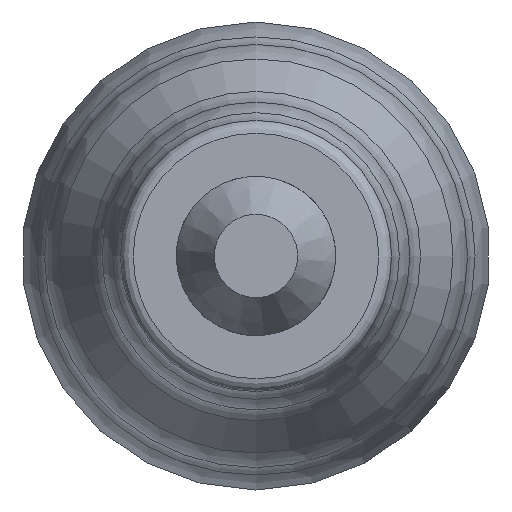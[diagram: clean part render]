
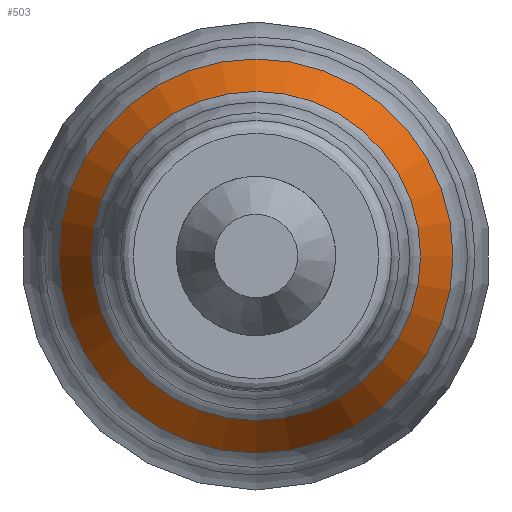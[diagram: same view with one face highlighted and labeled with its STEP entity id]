
A CAD part, left-side view. The second image highlights one B-rep face of the part: STEP entity #503.
In plain terms, the highlighted conical face has half-angle 28.305 degrees and reference radius 0.78 mm.
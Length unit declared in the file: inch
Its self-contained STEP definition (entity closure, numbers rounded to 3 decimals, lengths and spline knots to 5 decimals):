
#49 = EDGE_CURVE ( 'NONE', #480, #480, #563, .T. ) ;
#109 = DIRECTION ( 'NONE',  ( 1., 0., 0. ) ) ;
#110 = DIRECTION ( 'NONE',  ( 0., 0., 1. ) ) ;
#112 = DIRECTION ( 'NONE',  ( 0., 0., -1. ) ) ;
#114 = AXIS2_PLACEMENT_3D ( 'NONE', #672, #362, #558 ) ;
#315 = CONICAL_SURFACE ( 'NONE', #350, 0.03073, 0.494 ) ;
#350 = AXIS2_PLACEMENT_3D ( 'NONE', #732, #109, #112 ) ;
#356 = ORIENTED_EDGE ( 'NONE', *, *, #49, .T. ) ;
#362 = DIRECTION ( 'NONE',  ( -1., 0., 0. ) ) ;
#384 = CARTESIAN_POINT ( 'NONE',  ( 0.10802, 0., 0. ) ) ;
#431 = CARTESIAN_POINT ( 'NONE',  ( 0.10802, 0., 0.03073 ) ) ;
#444 = EDGE_CURVE ( 'NONE', #494, #494, #691, .T. ) ;
#449 = FACE_BOUND ( 'NONE', #642, .T. ) ;
#457 = AXIS2_PLACEMENT_3D ( 'NONE', #384, #516, #110 ) ;
#477 = EDGE_LOOP ( 'NONE', ( #356 ) ) ;
#480 = VERTEX_POINT ( 'NONE', #431 ) ;
#481 = ORIENTED_EDGE ( 'NONE', *, *, #444, .F. ) ;
#494 = VERTEX_POINT ( 'NONE', #716 ) ;
#503 = ADVANCED_FACE ( 'NONE', ( #449, #612 ), #315, .T. ) ;
#516 = DIRECTION ( 'NONE',  ( -1., 0., 0. ) ) ;
#558 = DIRECTION ( 'NONE',  ( 0., 0., 1. ) ) ;
#563 = CIRCLE ( 'NONE', #457, 0.03073 ) ;
#612 = FACE_OUTER_BOUND ( 'NONE', #477, .T. ) ;
#642 = EDGE_LOOP ( 'NONE', ( #481 ) ) ;
#672 = CARTESIAN_POINT ( 'NONE',  ( 0.09864, 0., 0. ) ) ;
#691 = CIRCLE ( 'NONE', #114, 0.02567 ) ;
#716 = CARTESIAN_POINT ( 'NONE',  ( 0.09864, 0., 0.02567 ) ) ;
#732 = CARTESIAN_POINT ( 'NONE',  ( 0.10802, 0., 0. ) ) ;
